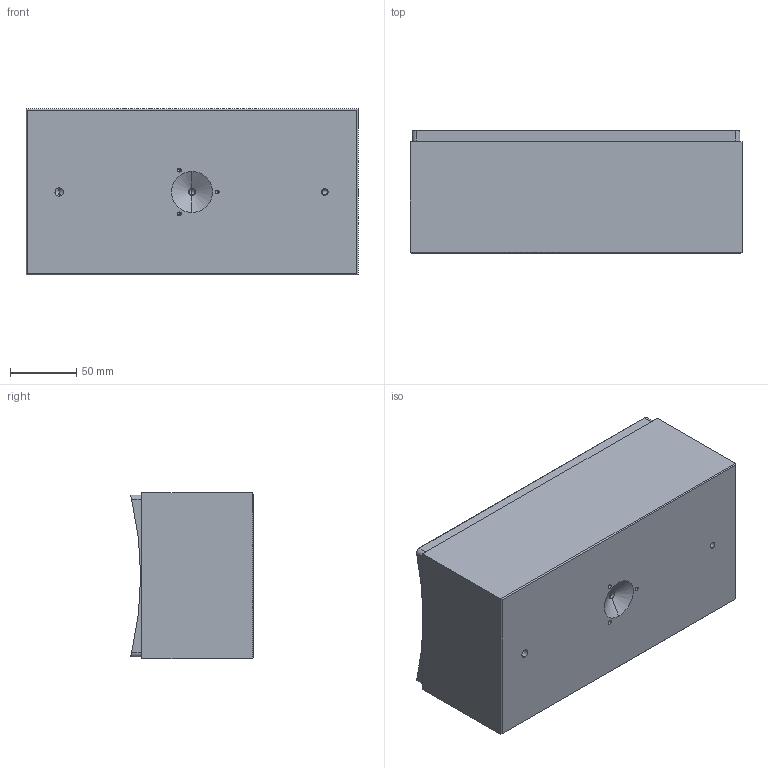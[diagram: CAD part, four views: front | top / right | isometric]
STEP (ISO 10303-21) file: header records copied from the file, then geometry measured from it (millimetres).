
FILE_DESCRIPTION (( 'STEP AP214' ), '1' );
FILE_NAME ('S32125WXXX.STEP', '2023-01-06T16:20:16', ( '' ), ( '' ), 'SwSTEP 2.0', 'SolidWorks 2020', '' );
FILE_SCHEMA (( 'AUTOMOTIVE_DESIGN' ));
Length unit declared in the file: inch
Products named in the file (4): 12S12501_12S12501; 62S122S06_62S122S06; S90A001; S32125WXXX
Assembly tree (2 placements, depth 2):
  S90A001
  S32125WXXX
    12S12501_12S12501
    62S122S06_62S122S06
Bounding box: 250 x 92.48 x 125 mm (x, y, z)
Volume: 2691515.8 mm3; surface area: 211321.5 mm2
Topology: 2 solids, 2 shells, 140 faces, 339 edges, 211 vertices
Faces by surface type: plane 76, cylinder 50, cone 14
Entity records: 4233 total; most frequent: CARTESIAN_POINT 844, DIRECTION 689, ORIENTED_EDGE 654, EDGE_CURVE 327, AXIS2_PLACEMENT_3D 236, VECTOR 217, LINE 217, VERTEX_POINT 211
